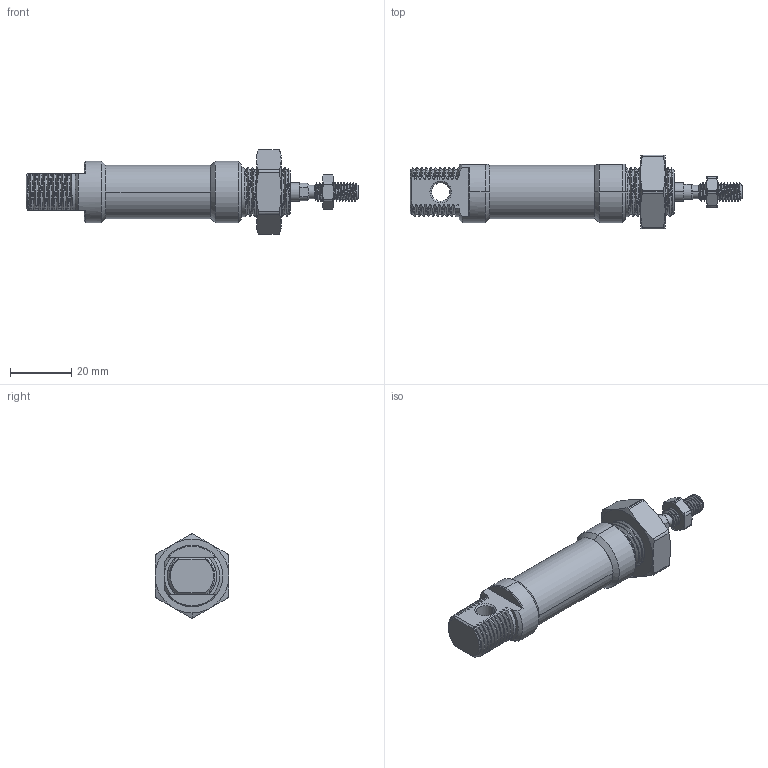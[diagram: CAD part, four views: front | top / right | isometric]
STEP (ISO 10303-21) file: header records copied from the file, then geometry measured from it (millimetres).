
FILE_DESCRIPTION (( 'STEP AP214' ), '1' );
FILE_NAME ('U016 0000 0102.STEP', '2021-04-28T09:10:08', ( '' ), ( '' ), 'SwSTEP 2.0', 'SolidWorks 2019', '' );
FILE_SCHEMA (( 'AUTOMOTIVE_DESIGN' ));
Length unit declared in the file: millimetre
Products named in the file (15): Magnet_9316; Stempeltætning_Z81610N3580; Halsmøtrik_U1901402; Oring_ORING 14 X 1; Stempelstangsmøtrik_U1901430; 9016-35-H00; Bolt-DIN912_M4x30; U016 0000 0102; 9006-34_9006-34-0; 9016-36UB2A; Dæmpeskiver_9016-43; Leje_PAP0608P11; Afstryger (12-25)_EL 0058N3582; 1016-01; 1016-02
Assembly tree (18 placements, depth 2):
  U016 0000 0102
    9006-34_9006-34-0
    1016-02
    9016-35-H00
    1016-01
    Afstryger (12-25)_EL 0058N3582
    9016-36UB2A  x2
    Leje_PAP0608P11
    Magnet_9316
    Oring_ORING 14 X 1  x2
    Stempeltætning_Z81610N3580  x2
    Bolt-DIN912_M4x30
    Dæmpeskiver_9016-43  x2
    Stempelstangsmøtrik_U1901430
    Halsmøtrik_U1901402
Bounding box: 108 x 24 x 27.4 mm (x, y, z)
Volume: 20233.3 mm3; surface area: 19873.5 mm2
Topology: 18 solids, 18 shells, 695 faces, 1697 edges, 1062 vertices
Faces by surface type: cylinder 301, cone 153, plane 99, bspline 80, torus 62
Entity records: 56507 total; most frequent: CARTESIAN_POINT 42425, ORIENTED_EDGE 3094, DIRECTION 2427, EDGE_CURVE 1547, AXIS2_PLACEMENT_3D 991, VERTEX_POINT 978, EDGE_LOOP 675, ADVANCED_FACE 622
